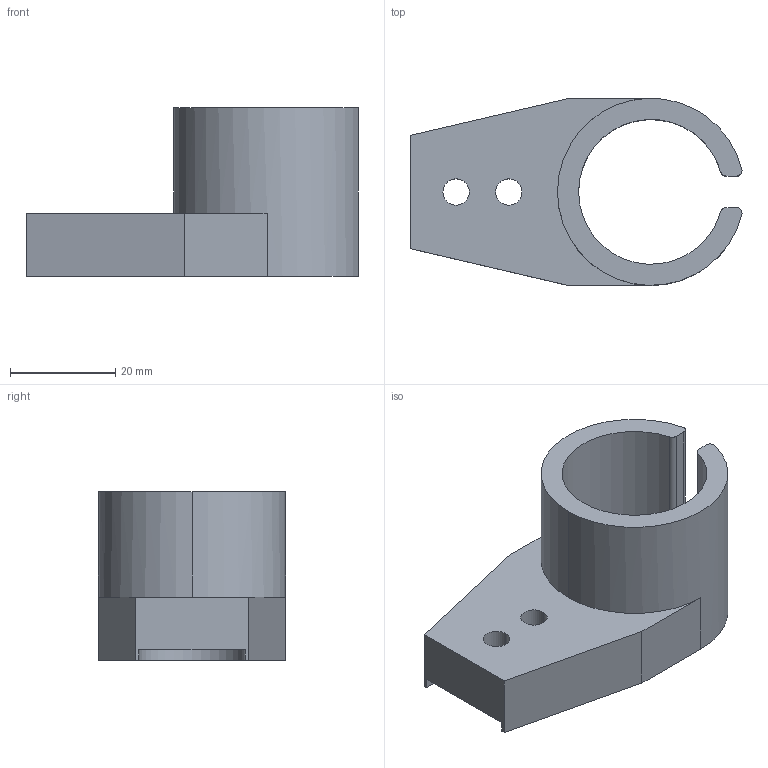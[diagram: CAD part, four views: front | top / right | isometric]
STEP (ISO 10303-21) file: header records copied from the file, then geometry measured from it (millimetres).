
FILE_DESCRIPTION (( 'STEP AP214' ), '1' );
FILE_NAME ('Support_Sensor_V2.STEP', '2024-09-15T21:16:13', ( '' ), ( '' ), 'SwSTEP 2.0', 'SolidWorks 2024', '' );
FILE_SCHEMA (( 'AUTOMOTIVE_DESIGN' ));
Length unit declared in the file: millimetre
Products named in the file (1): Support_Sensor_V2
Bounding box: 63.01 x 35.5 x 32 mm (x, y, z)
Volume: 21255.7 mm3; surface area: 9676.9 mm2
Topology: 1 solids, 1 shells, 28 faces, 77 edges, 51 vertices
Faces by surface type: cylinder 13, plane 13, cone 2
Entity records: 948 total; most frequent: CARTESIAN_POINT 181, DIRECTION 159, ORIENTED_EDGE 154, EDGE_CURVE 77, AXIS2_PLACEMENT_3D 57, VERTEX_POINT 51, VECTOR 45, LINE 45
